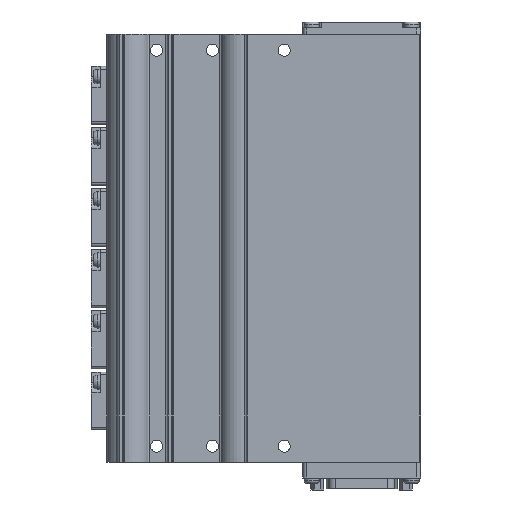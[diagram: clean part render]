
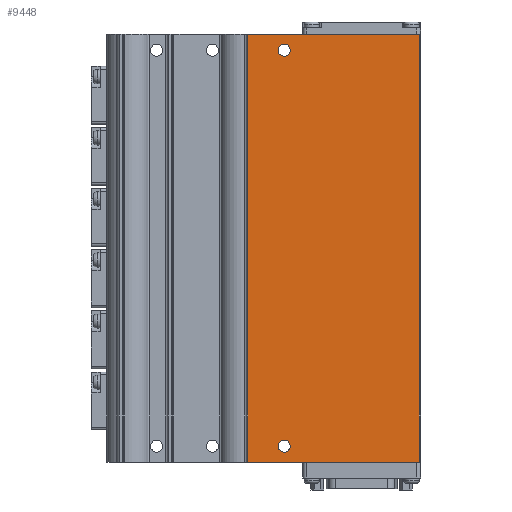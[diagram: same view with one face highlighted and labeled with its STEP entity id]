
A CAD part, front view. The second image highlights one B-rep face of the part: STEP entity #9448.
In plain terms, the highlighted planar face has unit normal (0, -1, 0).
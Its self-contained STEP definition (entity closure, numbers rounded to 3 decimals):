
#486=CIRCLE('',#10289,2.25);
#487=CIRCLE('',#10290,2.25);
#1203=ORIENTED_EDGE('',*,*,#3775,.T.);
#1204=ORIENTED_EDGE('',*,*,#3776,.T.);
#1205=ORIENTED_EDGE('',*,*,#3638,.F.);
#1206=ORIENTED_EDGE('',*,*,#3777,.F.);
#1207=ORIENTED_EDGE('',*,*,#3517,.T.);
#1208=ORIENTED_EDGE('',*,*,#3774,.T.);
#3517=EDGE_CURVE('',#4838,#4837,#5758,.T.);
#3638=EDGE_CURVE('',#4954,#4955,#5812,.T.);
#3774=EDGE_CURVE('',#4837,#4955,#5873,.T.);
#3775=EDGE_CURVE('',#5064,#5064,#486,.F.);
#3776=EDGE_CURVE('',#5065,#5065,#487,.F.);
#3777=EDGE_CURVE('',#4838,#4954,#5874,.T.);
#4837=VERTEX_POINT('',#14324);
#4838=VERTEX_POINT('',#14326);
#4954=VERTEX_POINT('',#14567);
#4955=VERTEX_POINT('',#14569);
#5064=VERTEX_POINT('',#14837);
#5065=VERTEX_POINT('',#14839);
#5758=LINE('',#14325,#6541);
#5812=LINE('',#14568,#6595);
#5873=LINE('',#14834,#6656);
#5874=LINE('',#14840,#6657);
#6541=VECTOR('',#11294,1000.);
#6595=VECTOR('',#11492,1000.);
#6656=VECTOR('',#11745,1000.);
#6657=VECTOR('',#11752,1000.);
#7382=EDGE_LOOP('',(#1203));
#7383=EDGE_LOOP('',(#1204));
#7384=EDGE_LOOP('',(#1205,#1206,#1207,#1208));
#8273=FACE_BOUND('',#7382,.T.);
#8274=FACE_BOUND('',#7383,.T.);
#8275=FACE_BOUND('',#7384,.T.);
#9083=PLANE('',#10288);
#9448=ADVANCED_FACE('',(#8273,#8274,#8275),#9083,.T.);
#10288=AXIS2_PLACEMENT_3D('',#14835,#11746,#11747);
#10289=AXIS2_PLACEMENT_3D('',#14836,#11748,#11749);
#10290=AXIS2_PLACEMENT_3D('',#14838,#11750,#11751);
#11294=DIRECTION('',(1.,0.,0.));
#11492=DIRECTION('',(1.,0.,0.));
#11745=DIRECTION('',(0.,0.,1.));
#11746=DIRECTION('',(0.,-1.,0.));
#11747=DIRECTION('',(1.,0.,0.));
#11748=DIRECTION('',(0.,-1.,0.));
#11749=DIRECTION('',(1.,0.,0.));
#11750=DIRECTION('',(0.,-1.,0.));
#11751=DIRECTION('',(1.,0.,0.));
#11752=DIRECTION('',(0.,0.,1.));
#14324=CARTESIAN_POINT('',(67.05,-9.5,-161.));
#14325=CARTESIAN_POINT('',(2.5,-9.5,-161.));
#14326=CARTESIAN_POINT('',(2.5,-9.5,-161.));
#14567=CARTESIAN_POINT('',(2.5,-9.5,0.));
#14568=CARTESIAN_POINT('',(2.5,-9.5,0.));
#14569=CARTESIAN_POINT('',(67.05,-9.5,0.));
#14834=CARTESIAN_POINT('',(67.05,-9.5,-161.));
#14835=CARTESIAN_POINT('',(2.5,-9.5,-161.));
#14836=CARTESIAN_POINT('',(16.25,-9.5,-155.));
#14837=CARTESIAN_POINT('',(18.5,-9.5,-155.));
#14838=CARTESIAN_POINT('',(16.25,-9.5,-6.));
#14839=CARTESIAN_POINT('',(18.5,-9.5,-6.));
#14840=CARTESIAN_POINT('',(2.5,-9.5,-161.));
